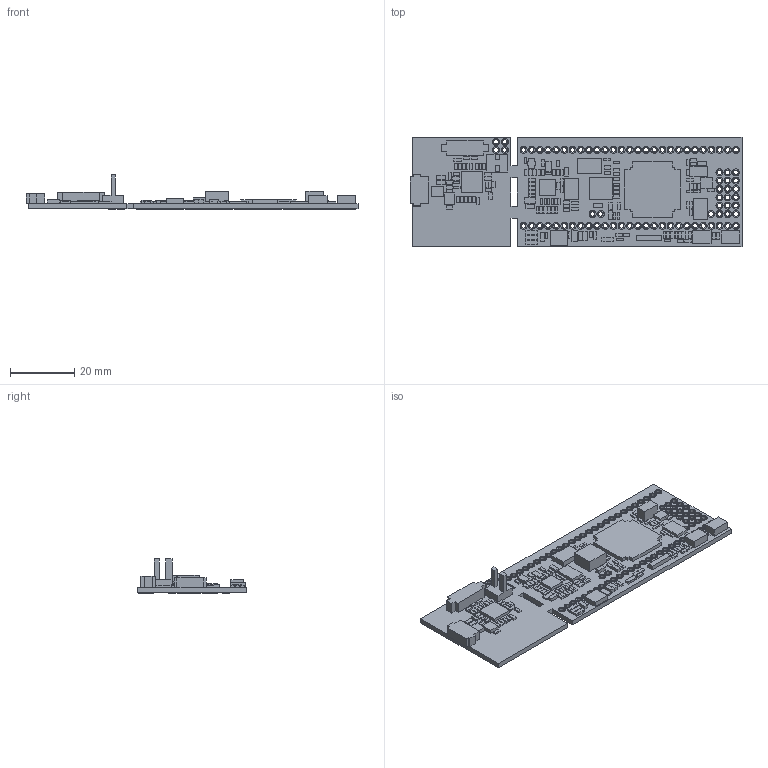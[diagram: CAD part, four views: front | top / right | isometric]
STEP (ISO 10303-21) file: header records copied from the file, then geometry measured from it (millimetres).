
FILE_DESCRIPTION(('CATIA V5 STEP'),'2;1');
FILE_NAME('134617-707_LPCXPRESSO-LPC-1769-CMS-REV-D1-ASSY-NUFOTEC-2016-08-17.stp','2016-08-18T06:33:08+00:00',('none'),('none'),'CATIA Version 5 Release 19 GA (IN-10)','CATIA V5 STEP AP214','none');
FILE_SCHEMA(('AUTOMOTIVE_DESIGN { 1 0 10303 214 1 1 1 1 }'));
Length unit declared in the file: millimetre
Products named in the file (1): 134617-707_LPCXPRESSOLPC1769CMS_ASM_AllCATPart
Bounding box: 103.65 x 34.29 x 10.64 mm (x, y, z)
Volume: 7082.4 mm3; surface area: 13375.1 mm2
Topology: 234 solids, 234 shells, 1654 faces, 3558 edges, 2372 vertices
Faces by surface type: plane 1180, cylinder 474
Entity records: 43704 total; most frequent: CARTESIAN_POINT 7196, ORIENTED_EDGE 7116, DIRECTION 6088, EDGE_CURVE 3558, VECTOR 2610, LINE 2610, VERTEX_POINT 2372, AXIS2_PLACEMENT_3D 2214
